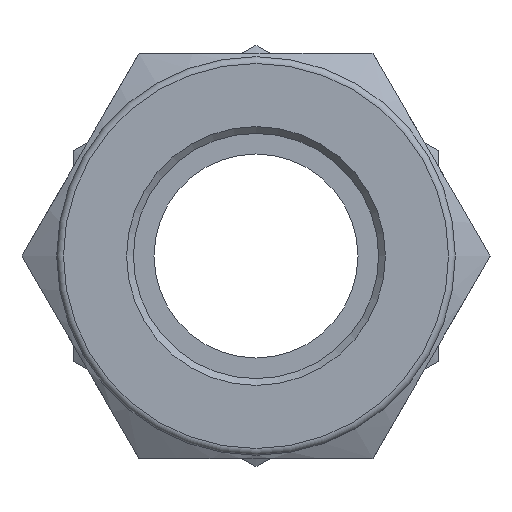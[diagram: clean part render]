
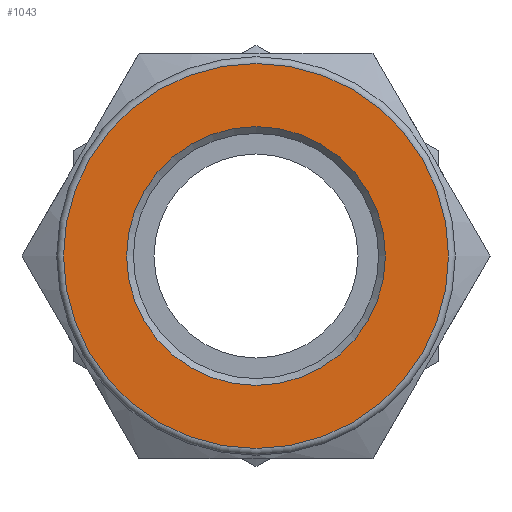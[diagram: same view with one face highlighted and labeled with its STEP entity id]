
A CAD part, left-side view. The second image highlights one B-rep face of the part: STEP entity #1043.
In plain terms, the highlighted planar face has unit normal (-1, 0, 0).
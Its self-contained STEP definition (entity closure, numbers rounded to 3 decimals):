
#32=FACE_BOUND('',#237,.T.);
#61=CIRCLE('',#1156,9.575);
#62=CIRCLE('',#1158,14.25);
#162=FACE_OUTER_BOUND('',#236,.T.);
#236=EDGE_LOOP('',(#819));
#237=EDGE_LOOP('',(#820));
#475=VERTEX_POINT('',#1765);
#476=VERTEX_POINT('',#1769);
#600=EDGE_CURVE('',#475,#475,#61,.T.);
#601=EDGE_CURVE('',#476,#476,#62,.T.);
#819=ORIENTED_EDGE('',*,*,#601,.F.);
#820=ORIENTED_EDGE('',*,*,#600,.T.);
#999=PLANE('',#1157);
#1043=ADVANCED_FACE('',(#162,#32),#999,.T.);
#1156=AXIS2_PLACEMENT_3D('',#1767,#1362,#1363);
#1157=AXIS2_PLACEMENT_3D('',#1768,#1364,#1365);
#1158=AXIS2_PLACEMENT_3D('',#1770,#1366,#1367);
#1362=DIRECTION('center_axis',(1.,0.,0.));
#1363=DIRECTION('ref_axis',(0.,0.,-1.));
#1364=DIRECTION('center_axis',(-1.,0.,0.));
#1365=DIRECTION('ref_axis',(0.,0.,1.));
#1366=DIRECTION('center_axis',(1.,0.,0.));
#1367=DIRECTION('ref_axis',(0.,0.,-1.));
#1765=CARTESIAN_POINT('',(0.001,-9.575,0.));
#1767=CARTESIAN_POINT('Origin',(0.001,0.,
0.));
#1768=CARTESIAN_POINT('Origin',(0.001,14.25,0.));
#1769=CARTESIAN_POINT('',(0.001,0.,14.25));
#1770=CARTESIAN_POINT('Origin',(0.001,0.,
0.));
